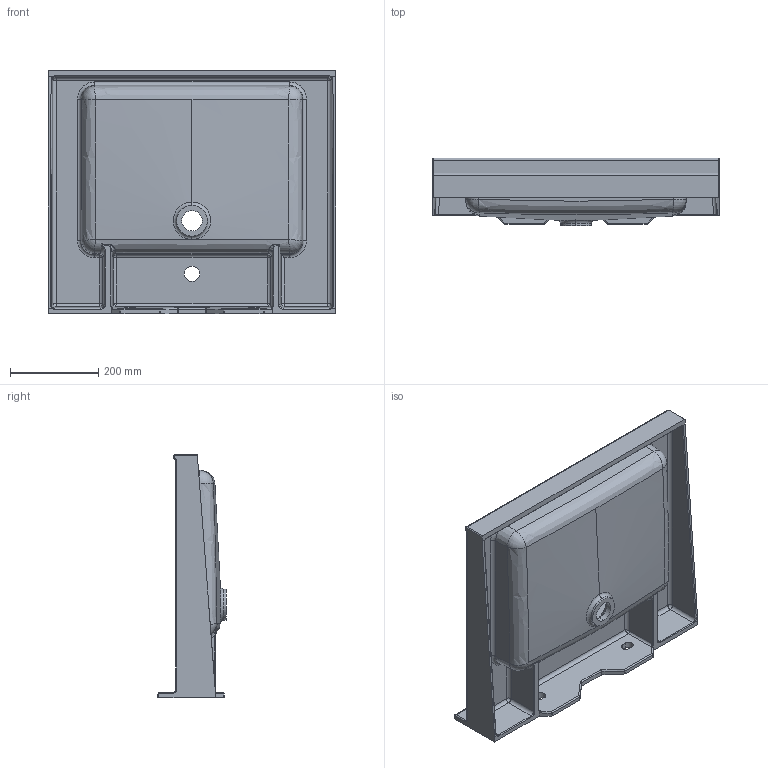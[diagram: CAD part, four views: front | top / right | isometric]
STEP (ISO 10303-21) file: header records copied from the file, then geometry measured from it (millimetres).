
FILE_DESCRIPTION (( 'STEP AP203' ), '1' );
FILE_NAME ('Jerico550.STEP', '2021-08-17T09:58:48', ( '' ), ( '' ), 'SwSTEP 2.0', 'SolidWorks 2020', '' );
FILE_SCHEMA (( 'CONFIG_CONTROL_DESIGN' ));
Length unit declared in the file: millimetre
Products named in the file (1): Jerico550
Bounding box: 650 x 154 x 550 mm (x, y, z)
Volume: 7985749.4 mm3; surface area: 1298435.9 mm2
Topology: 1 solids, 1 shells, 222 faces, 537 edges, 293 vertices
Faces by surface type: cylinder 80, plane 47, bspline 44, torus 24, cone 14, sphere 13
Entity records: 28868 total; most frequent: CARTESIAN_POINT 24113, ORIENTED_EDGE 1026, DIRECTION 931, EDGE_CURVE 513, AXIS2_PLACEMENT_3D 362, VERTEX_POINT 293, EDGE_LOOP 230, FACE_OUTER_BOUND 222
